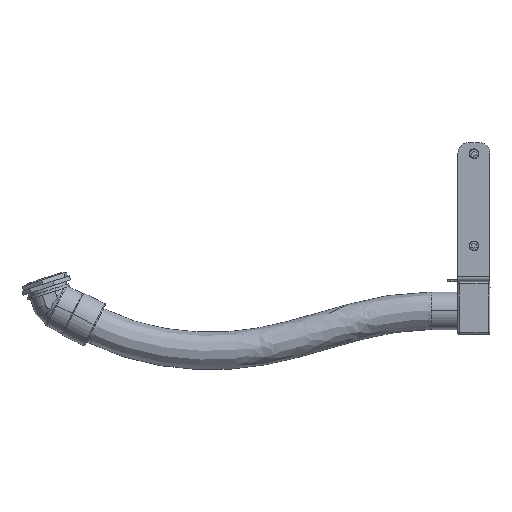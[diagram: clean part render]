
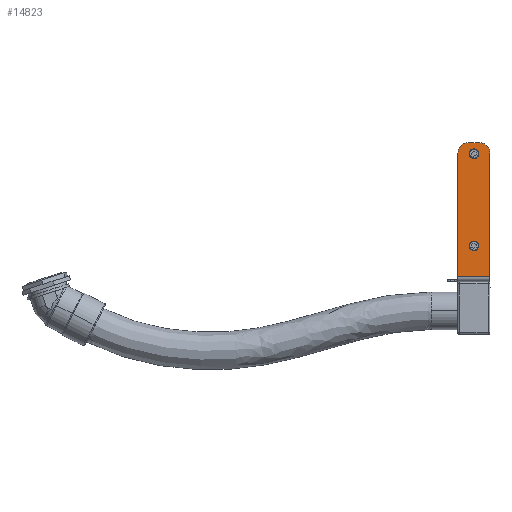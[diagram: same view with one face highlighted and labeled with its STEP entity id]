
A CAD part, top view. The second image highlights one B-rep face of the part: STEP entity #14823.
In plain terms, the highlighted planar face has unit normal (0, 0, 1).
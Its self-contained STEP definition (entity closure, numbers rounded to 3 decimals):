
#750 = DIRECTION ( 'NONE',  ( 0., 0., 1. ) ) ;
#808 = CARTESIAN_POINT ( 'NONE',  ( -690., 57.5, 1134.5 ) ) ;
#964 = CIRCLE ( 'NONE', #9415, 2.7 ) ;
#1633 = DIRECTION ( 'NONE',  ( -1., 0., 0. ) ) ;
#1798 = DIRECTION ( 'NONE',  ( 0., 0., 1. ) ) ;
#1878 = EDGE_CURVE ( 'NONE', #4978, #6400, #20606, .T. ) ;
#1976 = CARTESIAN_POINT ( 'NONE',  ( -702.3, -39., 1134.5 ) ) ;
#2294 = CARTESIAN_POINT ( 'NONE',  ( -720., 57.5, 1134.5 ) ) ;
#2764 = DIRECTION ( 'NONE',  ( 0., -1., 0. ) ) ;
#3090 = CARTESIAN_POINT ( 'NONE',  ( -705., 47., 1134.5 ) ) ;
#3200 = CARTESIAN_POINT ( 'NONE',  ( -700., 47.5, 1134.5 ) ) ;
#3221 = CIRCLE ( 'NONE', #19789, 2.7 ) ;
#3664 = DIRECTION ( 'NONE',  ( 1., 0., 0. ) ) ;
#3769 = DIRECTION ( 'NONE',  ( -1., 0., 0. ) ) ;
#4615 = VECTOR ( 'NONE', #3664, 1000. ) ;
#4682 = FACE_OUTER_BOUND ( 'NONE', #14870, .T. ) ;
#4978 = VERTEX_POINT ( 'NONE', #9461 ) ;
#5171 = DIRECTION ( 'NONE',  ( -1., 0., 0. ) ) ;
#5274 = DIRECTION ( 'NONE',  ( -1., 0., 0. ) ) ;
#5845 = DIRECTION ( 'NONE',  ( 1., 0., 0. ) ) ;
#5898 = CIRCLE ( 'NONE', #18642, 2.7 ) ;
#5987 = CARTESIAN_POINT ( 'NONE',  ( -720., 47.5, 1134.5 ) ) ;
#6400 = VERTEX_POINT ( 'NONE', #9543 ) ;
#6855 = EDGE_CURVE ( 'NONE', #23280, #20332, #21624, .T. ) ;
#6921 = CARTESIAN_POINT ( 'NONE',  ( -700., 57.5, 1134.5 ) ) ;
#7003 = AXIS2_PLACEMENT_3D ( 'NONE', #14065, #1798, #3769 ) ;
#7254 = CIRCLE ( 'NONE', #25484, 10. ) ;
#7507 = ORIENTED_EDGE ( 'NONE', *, *, #7550, .F. ) ;
#7512 = CIRCLE ( 'NONE', #9115, 10. ) ;
#7550 = EDGE_CURVE ( 'NONE', #6400, #4978, #5898, .T. ) ;
#8023 = CARTESIAN_POINT ( 'NONE',  ( -710., 47.5, 1134.5 ) ) ;
#8025 = CARTESIAN_POINT ( 'NONE',  ( -705., -39., 1134.5 ) ) ;
#9115 = AXIS2_PLACEMENT_3D ( 'NONE', #3200, #17509, #5274 ) ;
#9160 = EDGE_CURVE ( 'NONE', #16149, #19653, #20901, .T. ) ;
#9201 = ORIENTED_EDGE ( 'NONE', *, *, #9160, .F. ) ;
#9415 = AXIS2_PLACEMENT_3D ( 'NONE', #26200, #13885, #1633 ) ;
#9459 = FACE_BOUND ( 'NONE', #15575, .T. ) ;
#9461 = CARTESIAN_POINT ( 'NONE',  ( -702.3, 47., 1134.5 ) ) ;
#9543 = CARTESIAN_POINT ( 'NONE',  ( -707.7, 47., 1134.5 ) ) ;
#9749 = VERTEX_POINT ( 'NONE', #1976 ) ;
#9849 = VECTOR ( 'NONE', #5845, 1000. ) ;
#10039 = LINE ( 'NONE', #15914, #4615 ) ;
#10051 = VECTOR ( 'NONE', #14553, 1000. ) ;
#10073 = DIRECTION ( 'NONE',  ( -1., 0., 0. ) ) ;
#10075 = DIRECTION ( 'NONE',  ( -1., 0., 0. ) ) ;
#10784 = ORIENTED_EDGE ( 'NONE', *, *, #21402, .T. ) ;
#10874 = ORIENTED_EDGE ( 'NONE', *, *, #6855, .T. ) ;
#10934 = CARTESIAN_POINT ( 'NONE',  ( -720., 57.5, 1134.5 ) ) ;
#11195 = EDGE_CURVE ( 'NONE', #9749, #14387, #964, .T. ) ;
#13000 = EDGE_CURVE ( 'NONE', #18305, #19020, #19463, .T. ) ;
#13857 = EDGE_CURVE ( 'NONE', #18305, #23280, #7254, .T. ) ;
#13885 = DIRECTION ( 'NONE',  ( 0., 0., 1. ) ) ;
#13910 = ORIENTED_EDGE ( 'NONE', *, *, #11195, .F. ) ;
#13960 = CARTESIAN_POINT ( 'NONE',  ( -720., 57.5, 1134.5 ) ) ;
#14065 = CARTESIAN_POINT ( 'NONE',  ( -705., 47., 1134.5 ) ) ;
#14387 = VERTEX_POINT ( 'NONE', #17941 ) ;
#14553 = DIRECTION ( 'NONE',  ( 0., -1., 0. ) ) ;
#14767 = AXIS2_PLACEMENT_3D ( 'NONE', #10934, #750, #15047 ) ;
#14823 = ADVANCED_FACE ( 'NONE', ( #20384, #9459, #4682 ), #21178, .T. ) ;
#14870 = EDGE_LOOP ( 'NONE', ( #9201, #24950, #26057, #22377, #10874, #10784 ) ) ;
#15047 = DIRECTION ( 'NONE',  ( -1., 0., 0. ) ) ;
#15061 = EDGE_LOOP ( 'NONE', ( #7507, #15705 ) ) ;
#15575 = EDGE_LOOP ( 'NONE', ( #20681, #13910 ) ) ;
#15705 = ORIENTED_EDGE ( 'NONE', *, *, #1878, .F. ) ;
#15775 = EDGE_CURVE ( 'NONE', #16149, #19020, #7512, .T. ) ;
#15914 = CARTESIAN_POINT ( 'NONE',  ( -720., -68., 1134.5 ) ) ;
#16149 = VERTEX_POINT ( 'NONE', #16246 ) ;
#16246 = CARTESIAN_POINT ( 'NONE',  ( -690., 47.5, 1134.5 ) ) ;
#17401 = DIRECTION ( 'NONE',  ( 0., 0., 1. ) ) ;
#17509 = DIRECTION ( 'NONE',  ( 0., 0., 1. ) ) ;
#17941 = CARTESIAN_POINT ( 'NONE',  ( -707.7, -39., 1134.5 ) ) ;
#18305 = VERTEX_POINT ( 'NONE', #21656 ) ;
#18642 = AXIS2_PLACEMENT_3D ( 'NONE', #3090, #17401, #5171 ) ;
#18789 = CARTESIAN_POINT ( 'NONE',  ( -690., -68., 1134.5 ) ) ;
#19020 = VERTEX_POINT ( 'NONE', #6921 ) ;
#19463 = LINE ( 'NONE', #13960, #9849 ) ;
#19595 = VECTOR ( 'NONE', #2764, 1000. ) ;
#19653 = VERTEX_POINT ( 'NONE', #18789 ) ;
#19789 = AXIS2_PLACEMENT_3D ( 'NONE', #8025, #22384, #10075 ) ;
#20332 = VERTEX_POINT ( 'NONE', #20408 ) ;
#20384 = FACE_BOUND ( 'NONE', #15061, .T. ) ;
#20408 = CARTESIAN_POINT ( 'NONE',  ( -720., -68., 1134.5 ) ) ;
#20606 = CIRCLE ( 'NONE', #7003, 2.7 ) ;
#20681 = ORIENTED_EDGE ( 'NONE', *, *, #25700, .F. ) ;
#20901 = LINE ( 'NONE', #808, #19595 ) ;
#21178 = PLANE ( 'NONE',  #14767 ) ;
#21402 = EDGE_CURVE ( 'NONE', #20332, #19653, #10039, .T. ) ;
#21624 = LINE ( 'NONE', #2294, #10051 ) ;
#21656 = CARTESIAN_POINT ( 'NONE',  ( -710., 57.5, 1134.5 ) ) ;
#22377 = ORIENTED_EDGE ( 'NONE', *, *, #13857, .T. ) ;
#22380 = DIRECTION ( 'NONE',  ( 0., 0., 1. ) ) ;
#22384 = DIRECTION ( 'NONE',  ( 0., 0., 1. ) ) ;
#23280 = VERTEX_POINT ( 'NONE', #5987 ) ;
#24950 = ORIENTED_EDGE ( 'NONE', *, *, #15775, .T. ) ;
#25484 = AXIS2_PLACEMENT_3D ( 'NONE', #8023, #22380, #10073 ) ;
#25700 = EDGE_CURVE ( 'NONE', #14387, #9749, #3221, .T. ) ;
#26057 = ORIENTED_EDGE ( 'NONE', *, *, #13000, .F. ) ;
#26200 = CARTESIAN_POINT ( 'NONE',  ( -705., -39., 1134.5 ) ) ;
